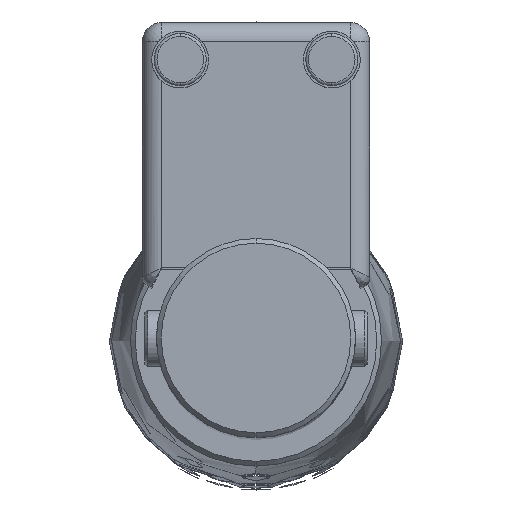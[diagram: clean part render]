
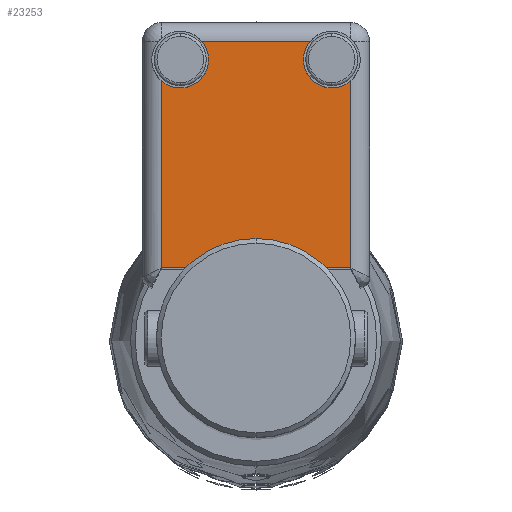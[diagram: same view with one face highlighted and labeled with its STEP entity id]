
A CAD part, top view. The second image highlights one B-rep face of the part: STEP entity #23253.
In plain terms, the highlighted planar face has unit normal (0, 0, 1).
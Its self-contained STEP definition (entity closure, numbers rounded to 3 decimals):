
#22503=DIRECTION('',(-1.,0.,0.));
#22504=VECTOR('',#22503,2.662);
#22505=CARTESIAN_POINT('',(10.,7.51,-44.5));
#22506=LINE('',#22505,#22504);
#22507=CARTESIAN_POINT('',(0.,0.,-44.5));
#22508=DIRECTION('',(0.,0.,1.));
#22509=DIRECTION('',(0.699,0.715,0.));
#22510=AXIS2_PLACEMENT_3D('',#22507,#22508,#22509);
#22512=DIRECTION('',(-1.,0.,0.));
#22513=VECTOR('',#22512,2.662);
#22514=CARTESIAN_POINT('',(-7.338,7.51,-44.5));
#22515=LINE('',#22514,#22513);
#22516=DIRECTION('',(0.,-1.,0.));
#22517=VECTOR('',#22516,19.754);
#22518=CARTESIAN_POINT('',(-10.,27.264,-44.5));
#22519=LINE('',#22518,#22517);
#22520=CARTESIAN_POINT('',(-8.,29.5,-44.5));
#22521=DIRECTION('',(0.,0.,1.));
#22522=DIRECTION('',(-0.667,-0.745,0.));
#22523=AXIS2_PLACEMENT_3D('',#22520,#22521,#22522);
#22525=CARTESIAN_POINT('',(-8.,29.5,-44.5));
#22526=DIRECTION('',(0.,0.,1.));
#22527=DIRECTION('',(1.,0.,0.));
#22528=AXIS2_PLACEMENT_3D('',#22525,#22526,#22527);
#22530=DIRECTION('',(-1.,0.,0.));
#22531=VECTOR('',#22530,11.357);
#22532=CARTESIAN_POINT('',(5.678,31.4,-44.5));
#22533=LINE('',#22532,#22531);
#22534=CARTESIAN_POINT('',(8.,29.5,-44.5));
#22535=DIRECTION('',(0.,0.,1.));
#22536=DIRECTION('',(-0.774,0.633,0.));
#22537=AXIS2_PLACEMENT_3D('',#22534,#22535,#22536);
#22539=CARTESIAN_POINT('',(8.,29.5,-44.5));
#22540=DIRECTION('',(0.,0.,1.));
#22541=DIRECTION('',(-1.,0.,0.));
#22542=AXIS2_PLACEMENT_3D('',#22539,#22540,#22541);
#22544=DIRECTION('',(0.,1.,0.));
#22545=VECTOR('',#22544,19.754);
#22546=CARTESIAN_POINT('',(10.,7.51,-44.5));
#22547=LINE('',#22546,#22545);
#22812=CARTESIAN_POINT('',(-10.,27.264,-44.5));
#22835=CARTESIAN_POINT('',(5.678,31.4,-44.5));
#22860=CARTESIAN_POINT('',(10.,27.264,-44.5));
#23149=CARTESIAN_POINT('',(7.338,7.51,-44.5));
#23150=CARTESIAN_POINT('',(10.,7.51,-44.5));
#23151=VERTEX_POINT('',#23149);
#23152=VERTEX_POINT('',#23150);
#23154=VERTEX_POINT('',#22860);
#23160=VERTEX_POINT('',#22835);
#23162=CARTESIAN_POINT('',(-5.678,31.4,-44.5));
#23163=VERTEX_POINT('',#23162);
#23171=VERTEX_POINT('',#22812);
#23172=CARTESIAN_POINT('',(-10.,7.51,-44.5));
#23173=VERTEX_POINT('',#23172);
#23178=CARTESIAN_POINT('',(-7.338,7.51,-44.5));
#23179=VERTEX_POINT('',#23178);
#23222=CARTESIAN_POINT('',(-5.,29.5,-44.5));
#23223=VERTEX_POINT('',#23222);
#23224=CARTESIAN_POINT('',(5.,29.5,-44.5));
#23225=VERTEX_POINT('',#23224);
#23226=CARTESIAN_POINT('',(0.,19.455,-44.5));
#23227=DIRECTION('',(0.,0.,-1.));
#23228=DIRECTION('',(0.,-1.,0.));
#23229=AXIS2_PLACEMENT_3D('',#23226,#23227,#23228);
#23230=PLANE('',#23229);
#23232=ORIENTED_EDGE('',*,*,#23231,.T.);
#23234=ORIENTED_EDGE('',*,*,#23233,.T.);
#23236=ORIENTED_EDGE('',*,*,#23235,.T.);
#23238=ORIENTED_EDGE('',*,*,#23237,.F.);
#23240=ORIENTED_EDGE('',*,*,#23239,.T.);
#23242=ORIENTED_EDGE('',*,*,#23241,.T.);
#23244=ORIENTED_EDGE('',*,*,#23243,.F.);
#23246=ORIENTED_EDGE('',*,*,#23245,.T.);
#23248=ORIENTED_EDGE('',*,*,#23247,.T.);
#23250=ORIENTED_EDGE('',*,*,#23249,.F.);
#23251=EDGE_LOOP('',(#23232,#23234,#23236,#23238,#23240,#23242,#23244,#23246,
#23248,#23250));
#23252=FACE_OUTER_BOUND('',#23251,.F.);
#23253=ADVANCED_FACE('',(#23252),#23230,.F.);
#22511=CIRCLE('',#22510,10.5);
#22524=CIRCLE('',#22523,3.);
#22529=CIRCLE('',#22528,3.);
#22538=CIRCLE('',#22537,3.);
#22543=CIRCLE('',#22542,3.);
#23231=EDGE_CURVE('',#23152,#23151,#22506,.T.);
#23233=EDGE_CURVE('',#23151,#23179,#22511,.T.);
#23235=EDGE_CURVE('',#23179,#23173,#22515,.T.);
#23237=EDGE_CURVE('',#23171,#23173,#22519,.T.);
#23239=EDGE_CURVE('',#23171,#23223,#22524,.T.);
#23241=EDGE_CURVE('',#23223,#23163,#22529,.T.);
#23243=EDGE_CURVE('',#23160,#23163,#22533,.T.);
#23245=EDGE_CURVE('',#23160,#23225,#22538,.T.);
#23247=EDGE_CURVE('',#23225,#23154,#22543,.T.);
#23249=EDGE_CURVE('',#23152,#23154,#22547,.T.);
